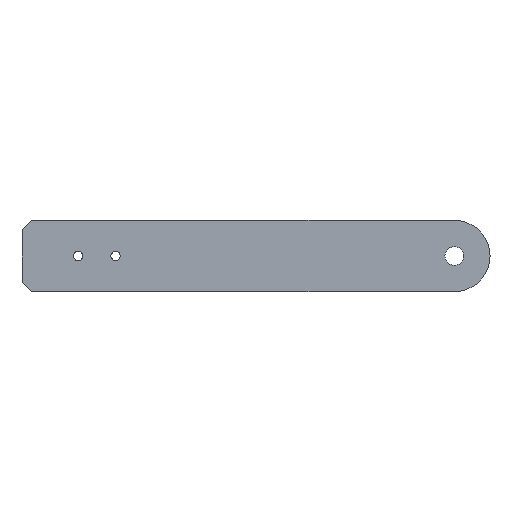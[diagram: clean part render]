
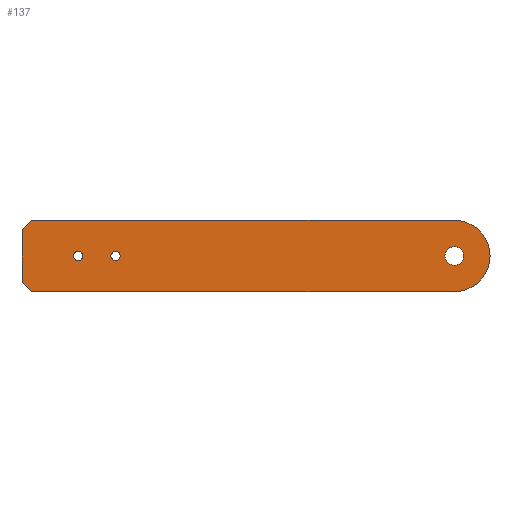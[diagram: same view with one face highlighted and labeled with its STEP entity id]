
A CAD part, top view. The second image highlights one B-rep face of the part: STEP entity #137.
In plain terms, the highlighted planar face has unit normal (0, 0, 1).
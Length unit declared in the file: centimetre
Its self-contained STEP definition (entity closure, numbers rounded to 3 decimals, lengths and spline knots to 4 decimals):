
#5 = VERTEX_POINT ( 'NONE', #413 ) ;
#8 = CARTESIAN_POINT ( 'NONE',  ( -9.5, 0., 0.64 ) ) ;
#9 = CARTESIAN_POINT ( 'NONE',  ( -12.5, 1.405, 0.64 ) ) ;
#10 = CARTESIAN_POINT ( 'NONE',  ( -12.5, 1.405, 0.64 ) ) ;
#12 = DIRECTION ( 'NONE',  ( 1., 0., 0. ) ) ;
#19 = ORIENTED_EDGE ( 'NONE', *, *, #223, .T. ) ;
#28 = CARTESIAN_POINT ( 'NONE',  ( -7.5, 0., 0.64 ) ) ;
#35 = AXIS2_PLACEMENT_3D ( 'NONE', #108, #111, #184 ) ;
#37 = LINE ( 'NONE', #209, #338 ) ;
#39 = LINE ( 'NONE', #272, #510 ) ;
#40 = AXIS2_PLACEMENT_3D ( 'NONE', #315, #222, #147 ) ;
#41 = ORIENTED_EDGE ( 'NONE', *, *, #414, .T. ) ;
#43 = AXIS2_PLACEMENT_3D ( 'NONE', #170, #53, #296 ) ;
#49 = DIRECTION ( 'NONE',  ( 0.707, -0.707, 0. ) ) ;
#51 = CARTESIAN_POINT ( 'NONE',  ( 11.095, 0., 0.64 ) ) ;
#53 = DIRECTION ( 'NONE',  ( 0., 0., 1. ) ) ;
#55 = LINE ( 'NONE', #152, #62 ) ;
#62 = VECTOR ( 'NONE', #123, 100. ) ;
#64 = CIRCLE ( 'NONE', #40, 0.25 ) ;
#65 = VERTEX_POINT ( 'NONE', #215 ) ;
#66 = DIRECTION ( 'NONE',  ( 0., 0., 1. ) ) ;
#76 = DIRECTION ( 'NONE',  ( 0., 0., 1. ) ) ;
#77 = EDGE_LOOP ( 'NONE', ( #461, #460 ) ) ;
#79 = AXIS2_PLACEMENT_3D ( 'NONE', #119, #399, #479 ) ;
#80 = CARTESIAN_POINT ( 'NONE',  ( 10.595, 0., 0.64 ) ) ;
#86 = EDGE_CURVE ( 'NONE', #371, #65, #466, .T. ) ;
#90 = FACE_BOUND ( 'NONE', #321, .T. ) ;
#96 = DIRECTION ( 'NONE',  ( 0., -1., 0. ) ) ;
#98 = EDGE_CURVE ( 'NONE', #207, #416, #148, .T. ) ;
#108 = CARTESIAN_POINT ( 'NONE',  ( 0., 0., 0.64 ) ) ;
#109 = PLANE ( 'NONE',  #35 ) ;
#111 = DIRECTION ( 'NONE',  ( 0., 0., 1. ) ) ;
#116 = EDGE_CURVE ( 'NONE', #221, #501, #400, .T. ) ;
#119 = CARTESIAN_POINT ( 'NONE',  ( -9.5, 0., 0.64 ) ) ;
#122 = ORIENTED_EDGE ( 'NONE', *, *, #253, .T. ) ;
#123 = DIRECTION ( 'NONE',  ( 1., 0., 0. ) ) ;
#131 = CARTESIAN_POINT ( 'NONE',  ( -7.25, 0., 0.64 ) ) ;
#137 = ADVANCED_FACE ( 'NONE', ( #174, #90, #452, #426 ), #109, .T. ) ;
#143 = ORIENTED_EDGE ( 'NONE', *, *, #86, .T. ) ;
#147 = DIRECTION ( 'NONE',  ( 1., 0., 0. ) ) ;
#148 = CIRCLE ( 'NONE', #247, 0.5 ) ;
#152 = CARTESIAN_POINT ( 'NONE',  ( -12., -1.905, 0.64 ) ) ;
#153 = LINE ( 'NONE', #265, #491 ) ;
#161 = EDGE_LOOP ( 'NONE', ( #444, #122, #143, #422, #41, #189, #19 ) ) ;
#165 = EDGE_LOOP ( 'NONE', ( #423, #401 ) ) ;
#166 = CARTESIAN_POINT ( 'NONE',  ( 10.095, 0., 0.64 ) ) ;
#170 = CARTESIAN_POINT ( 'NONE',  ( 10.595, 0., 0.64 ) ) ;
#173 = CIRCLE ( 'NONE', #192, 0.5 ) ;
#174 = FACE_BOUND ( 'NONE', #165, .T. ) ;
#184 = DIRECTION ( 'NONE',  ( 1., 0., 0. ) ) ;
#185 = CARTESIAN_POINT ( 'NONE',  ( -12.5, -1.405, 0.64 ) ) ;
#187 = LINE ( 'NONE', #10, #482 ) ;
#189 = ORIENTED_EDGE ( 'NONE', *, *, #200, .T. ) ;
#191 = CARTESIAN_POINT ( 'NONE',  ( -12., 1.905, 0.64 ) ) ;
#192 = AXIS2_PLACEMENT_3D ( 'NONE', #323, #76, #274 ) ;
#197 = DIRECTION ( 'NONE',  ( 1., 0., 0. ) ) ;
#200 = EDGE_CURVE ( 'NONE', #220, #441, #187, .T. ) ;
#205 = CARTESIAN_POINT ( 'NONE',  ( -9.25, 0., 0.64 ) ) ;
#207 = VERTEX_POINT ( 'NONE', #51 ) ;
#209 = CARTESIAN_POINT ( 'NONE',  ( -12.5, -1.405, 0.64 ) ) ;
#211 = DIRECTION ( 'NONE',  ( -0.707, -0.707, 0. ) ) ;
#215 = CARTESIAN_POINT ( 'NONE',  ( 10.595, 1.905, 0.64 ) ) ;
#220 = VERTEX_POINT ( 'NONE', #9 ) ;
#221 = VERTEX_POINT ( 'NONE', #131 ) ;
#222 = DIRECTION ( 'NONE',  ( 0., 0., 1. ) ) ;
#223 = EDGE_CURVE ( 'NONE', #441, #5, #37, .T. ) ;
#226 = ORIENTED_EDGE ( 'NONE', *, *, #502, .F. ) ;
#247 = AXIS2_PLACEMENT_3D ( 'NONE', #341, #463, #250 ) ;
#250 = DIRECTION ( 'NONE',  ( 1., 0., 0. ) ) ;
#251 = CARTESIAN_POINT ( 'NONE',  ( -9.75, 0., 0.64 ) ) ;
#253 = EDGE_CURVE ( 'NONE', #513, #371, #282, .T. ) ;
#264 = EDGE_CURVE ( 'NONE', #416, #207, #173, .T. ) ;
#265 = CARTESIAN_POINT ( 'NONE',  ( -12., 1.905, 0.64 ) ) ;
#266 = EDGE_CURVE ( 'NONE', #5, #513, #55, .T. ) ;
#272 = CARTESIAN_POINT ( 'NONE',  ( -12.5, 1.405, 0.64 ) ) ;
#274 = DIRECTION ( 'NONE',  ( 1., 0., 0. ) ) ;
#282 = CIRCLE ( 'NONE', #507, 1.905 ) ;
#283 = CARTESIAN_POINT ( 'NONE',  ( 12.5, 0., 0.64 ) ) ;
#291 = EDGE_CURVE ( 'NONE', #372, #327, #328, .T. ) ;
#296 = DIRECTION ( 'NONE',  ( 1., 0., 0. ) ) ;
#315 = CARTESIAN_POINT ( 'NONE',  ( -7.5, 0., 0.64 ) ) ;
#321 = EDGE_LOOP ( 'NONE', ( #470, #226 ) ) ;
#322 = DIRECTION ( 'NONE',  ( -1., 0., 0. ) ) ;
#323 = CARTESIAN_POINT ( 'NONE',  ( 10.595, 0., 0.64 ) ) ;
#327 = VERTEX_POINT ( 'NONE', #251 ) ;
#328 = CIRCLE ( 'NONE', #79, 0.25 ) ;
#335 = DIRECTION ( 'NONE',  ( 0., 0., 1. ) ) ;
#338 = VECTOR ( 'NONE', #49, 100. ) ;
#341 = CARTESIAN_POINT ( 'NONE',  ( 10.595, 0., 0.64 ) ) ;
#350 = AXIS2_PLACEMENT_3D ( 'NONE', #8, #335, #12 ) ;
#362 = DIRECTION ( 'NONE',  ( 0., 0., 1. ) ) ;
#371 = VERTEX_POINT ( 'NONE', #283 ) ;
#372 = VERTEX_POINT ( 'NONE', #205 ) ;
#394 = EDGE_CURVE ( 'NONE', #327, #372, #425, .T. ) ;
#399 = DIRECTION ( 'NONE',  ( 0., 0., 1. ) ) ;
#400 = CIRCLE ( 'NONE', #404, 0.25 ) ;
#401 = ORIENTED_EDGE ( 'NONE', *, *, #264, .F. ) ;
#403 = CARTESIAN_POINT ( 'NONE',  ( -7.75, 0., 0.64 ) ) ;
#404 = AXIS2_PLACEMENT_3D ( 'NONE', #28, #66, #430 ) ;
#413 = CARTESIAN_POINT ( 'NONE',  ( -12., -1.905, 0.64 ) ) ;
#414 = EDGE_CURVE ( 'NONE', #473, #220, #39, .T. ) ;
#416 = VERTEX_POINT ( 'NONE', #166 ) ;
#422 = ORIENTED_EDGE ( 'NONE', *, *, #489, .T. ) ;
#423 = ORIENTED_EDGE ( 'NONE', *, *, #98, .F. ) ;
#425 = CIRCLE ( 'NONE', #350, 0.25 ) ;
#426 = FACE_OUTER_BOUND ( 'NONE', #161, .T. ) ;
#430 = DIRECTION ( 'NONE',  ( 1., 0., 0. ) ) ;
#438 = CARTESIAN_POINT ( 'NONE',  ( 10.595, -1.905, 0.64 ) ) ;
#441 = VERTEX_POINT ( 'NONE', #185 ) ;
#444 = ORIENTED_EDGE ( 'NONE', *, *, #266, .T. ) ;
#452 = FACE_BOUND ( 'NONE', #77, .T. ) ;
#460 = ORIENTED_EDGE ( 'NONE', *, *, #394, .F. ) ;
#461 = ORIENTED_EDGE ( 'NONE', *, *, #291, .F. ) ;
#463 = DIRECTION ( 'NONE',  ( 0., 0., 1. ) ) ;
#466 = CIRCLE ( 'NONE', #43, 1.905 ) ;
#470 = ORIENTED_EDGE ( 'NONE', *, *, #116, .F. ) ;
#473 = VERTEX_POINT ( 'NONE', #191 ) ;
#479 = DIRECTION ( 'NONE',  ( 1., 0., 0. ) ) ;
#482 = VECTOR ( 'NONE', #96, 100. ) ;
#489 = EDGE_CURVE ( 'NONE', #65, #473, #153, .T. ) ;
#491 = VECTOR ( 'NONE', #322, 100. ) ;
#501 = VERTEX_POINT ( 'NONE', #403 ) ;
#502 = EDGE_CURVE ( 'NONE', #501, #221, #64, .T. ) ;
#507 = AXIS2_PLACEMENT_3D ( 'NONE', #80, #362, #197 ) ;
#510 = VECTOR ( 'NONE', #211, 100. ) ;
#513 = VERTEX_POINT ( 'NONE', #438 ) ;
